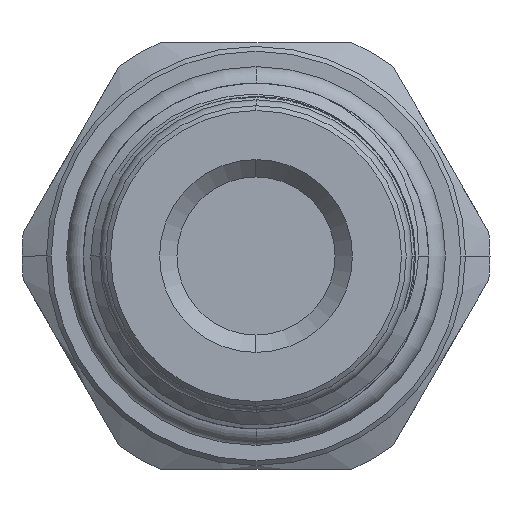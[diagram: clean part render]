
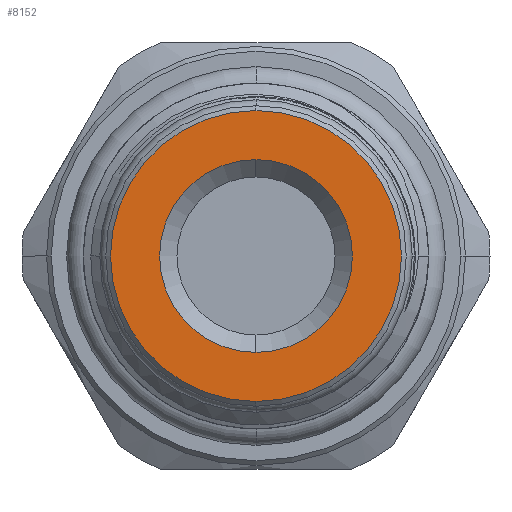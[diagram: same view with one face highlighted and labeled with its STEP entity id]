
A CAD part, left-side view. The second image highlights one B-rep face of the part: STEP entity #8152.
In plain terms, the highlighted planar face has unit normal (-1, 0, 0).
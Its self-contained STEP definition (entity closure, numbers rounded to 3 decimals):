
#1381 = DIRECTION ( 'NONE',  ( 0., 0., -1. ) ) ;
#1747 = DIRECTION ( 'NONE',  ( -1., 0., 0. ) ) ;
#2606 = DIRECTION ( 'NONE',  ( 0., 0., -1. ) ) ;
#2837 = CARTESIAN_POINT ( 'NONE',  ( -17.053, 0., -9.2 ) ) ;
#4517 = DIRECTION ( 'NONE',  ( -1., 0., 0. ) ) ;
#4791 = AXIS2_PLACEMENT_3D ( 'NONE', #26124, #1747, #31426 ) ;
#5800 = VERTEX_POINT ( 'NONE', #12772 ) ;
#6085 = DIRECTION ( 'NONE',  ( 0., 0., -1. ) ) ;
#6141 = CARTESIAN_POINT ( 'NONE',  ( -17.053, 0., 9.2 ) ) ;
#7239 = DIRECTION ( 'NONE',  ( 0., 0., -1. ) ) ;
#7671 = ORIENTED_EDGE ( 'NONE', *, *, #30014, .T. ) ;
#8152 = ADVANCED_FACE ( 'NONE', ( #19849, #20680 ), #19128, .F. ) ;
#8356 = CIRCLE ( 'NONE', #28986, 9.2 ) ;
#8455 = DIRECTION ( 'NONE',  ( 1., 0., 0. ) ) ;
#8570 = CARTESIAN_POINT ( 'NONE',  ( -17.053, 0., 0. ) ) ;
#8758 = ORIENTED_EDGE ( 'NONE', *, *, #10882, .T. ) ;
#9314 = CARTESIAN_POINT ( 'NONE',  ( -17.053, 0., 0. ) ) ;
#10882 = EDGE_CURVE ( 'NONE', #25897, #25934, #24792, .T. ) ;
#11917 = CIRCLE ( 'NONE', #27793, 6.1 ) ;
#12772 = CARTESIAN_POINT ( 'NONE',  ( -17.053, 0., 6.1 ) ) ;
#13449 = DIRECTION ( 'NONE',  ( 1., 0., 0. ) ) ;
#16151 = EDGE_LOOP ( 'NONE', ( #7671, #26638 ) ) ;
#16962 = CARTESIAN_POINT ( 'NONE',  ( -17.053, 0., -6.1 ) ) ;
#17324 = VERTEX_POINT ( 'NONE', #16962 ) ;
#19128 = PLANE ( 'NONE',  #27735 ) ;
#19849 = FACE_BOUND ( 'NONE', #16151, .T. ) ;
#20671 = CARTESIAN_POINT ( 'NONE',  ( -17.053, 0., 0. ) ) ;
#20680 = FACE_OUTER_BOUND ( 'NONE', #34241, .T. ) ;
#24052 = CARTESIAN_POINT ( 'NONE',  ( -17.053, 9.5, 0. ) ) ;
#24792 = CIRCLE ( 'NONE', #4791, 9.2 ) ;
#25501 = EDGE_CURVE ( 'NONE', #17324, #5800, #28459, .T. ) ;
#25897 = VERTEX_POINT ( 'NONE', #2837 ) ;
#25934 = VERTEX_POINT ( 'NONE', #6141 ) ;
#26124 = CARTESIAN_POINT ( 'NONE',  ( -17.053, 0., 0. ) ) ;
#26638 = ORIENTED_EDGE ( 'NONE', *, *, #25501, .T. ) ;
#27735 = AXIS2_PLACEMENT_3D ( 'NONE', #24052, #13449, #2606 ) ;
#27793 = AXIS2_PLACEMENT_3D ( 'NONE', #9314, #28227, #1381 ) ;
#28227 = DIRECTION ( 'NONE',  ( 1., 0., 0. ) ) ;
#28459 = CIRCLE ( 'NONE', #30842, 6.1 ) ;
#28986 = AXIS2_PLACEMENT_3D ( 'NONE', #20671, #4517, #7239 ) ;
#30014 = EDGE_CURVE ( 'NONE', #5800, #17324, #11917, .T. ) ;
#30842 = AXIS2_PLACEMENT_3D ( 'NONE', #8570, #8455, #6085 ) ;
#30862 = ORIENTED_EDGE ( 'NONE', *, *, #34684, .T. ) ;
#31426 = DIRECTION ( 'NONE',  ( 0., 0., -1. ) ) ;
#34241 = EDGE_LOOP ( 'NONE', ( #8758, #30862 ) ) ;
#34684 = EDGE_CURVE ( 'NONE', #25934, #25897, #8356, .T. ) ;
